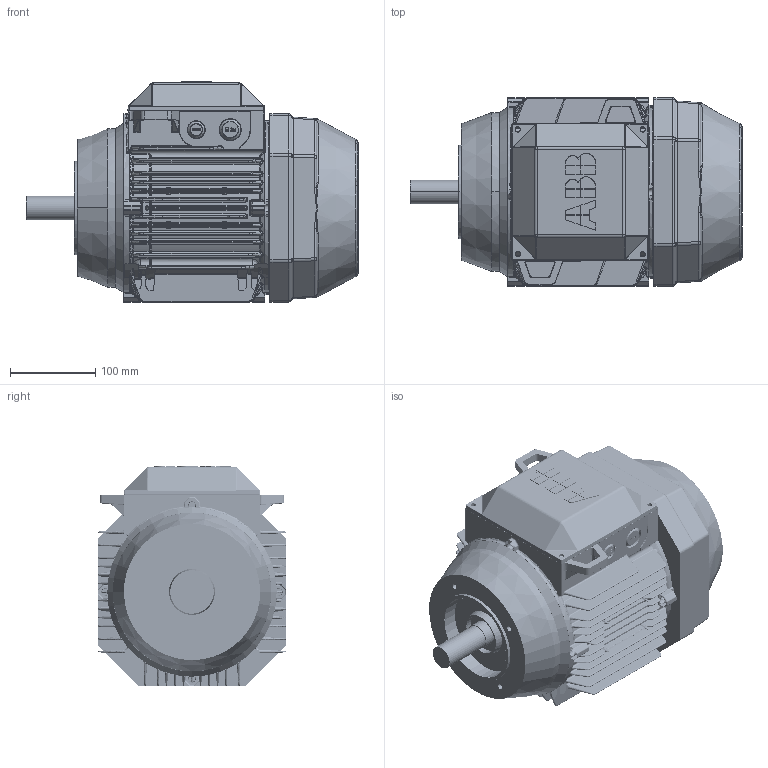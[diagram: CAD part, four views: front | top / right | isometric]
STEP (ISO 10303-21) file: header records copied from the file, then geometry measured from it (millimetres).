
FILE_DESCRIPTION(/* description */ (''),/* implementation_level */ '2;1');
FILE_NAME(/* name */ 'M3AA IE3 112 B14.stp',/* time_stamp */ '2015-08-07T13:18:20+02:00',/* author */ (''),/* organization */ (''),/* preprocessor_version */ 'ST-DEVELOPER v14',/* originating_system */ 'SIEMENS PLM Software NX 8.0',/* authorisation */ '');
FILE_SCHEMA (('AUTOMOTIVE_DESIGN { 1 0 10303 214 3 1 1 1 }'));
Products named in the file (1): M3AA IE3 112 B14_igs
Bounding box: 390 x 221 x 258.5 mm (x, y, z)
Surface area: 849577.5 mm2 (no closed solid volume)
Topology: 0 solids, 3159 shells, 3159 faces, 15473 edges, 15271 vertices
Faces by surface type: bspline 1191, cylinder 765, plane 562, sphere 252, torus 221, cone 167, extrusion 1
Full cylindrical faces by diameter (mm): 153.833 x1, 193 x1
Entity records: 225809 total; most frequent: CARTESIAN_POINT 98633, VERTEX_POINT 15268, ORIENTED_EDGE 15264, EDGE_CURVE 15264, DIRECTION 15124, B_SPLINE_CURVE_WITH_KNOTS 7226, AXIS2_PLACEMENT_3D 5269, VECTOR 4586
